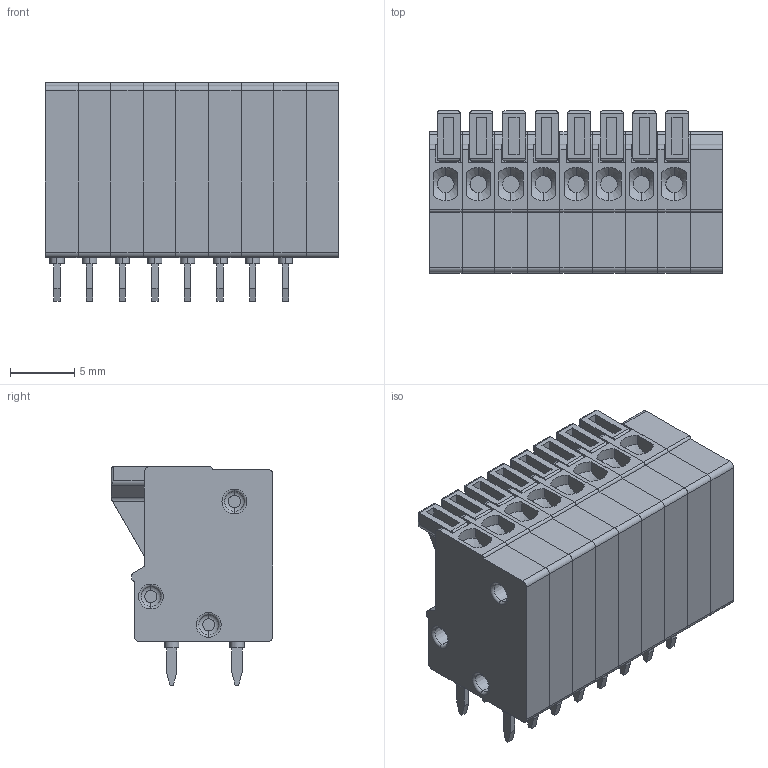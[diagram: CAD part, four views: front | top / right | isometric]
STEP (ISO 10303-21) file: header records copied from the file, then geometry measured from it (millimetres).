
FILE_DESCRIPTION(('Creo Elements/Direct Modeling STEP Export'),'2;1');
FILE_NAME('model.stp','2018-02-10T12:54:43',(''),(''),'Creo Elements/Direct Modeling STEP processor for AP214 (Solid Model)','Creo Elements/Direct Modeling 18.1I 14-Aug-2016 (C) Parametric Technology GmbH','');
FILE_SCHEMA(('AUTOMOTIVE_DESIGN { 1 0 10303 214 1 1 1 1 }'));
Length unit declared in the file: millimetre
Products named in the file (3): dkl-ffkds; ffkds-v-2.54.6; 1789472
Assembly tree (9 placements, depth 2):
  1789472
    ffkds-v-2.54.6  x8
    dkl-ffkds
Bounding box: 22.82 x 12.6 x 17 mm (x, y, z)
Volume: 3204.1 mm3; surface area: 4697.4 mm2
Topology: 9 solids, 9 shells, 981 faces, 2381 edges, 1518 vertices
Faces by surface type: plane 459, cylinder 218, torus 192, cone 112
Entity records: 6559 total; most frequent: CARTESIAN_POINT 1078, DIRECTION 854, ORIENTED_EDGE 842, EDGE_CURVE 421, AXIS2_PLACEMENT_3D 306, VERTEX_POINT 272, VECTOR 242, LINE 242
